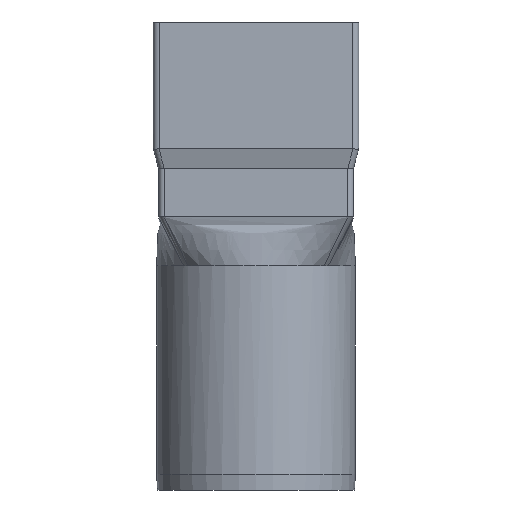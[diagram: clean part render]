
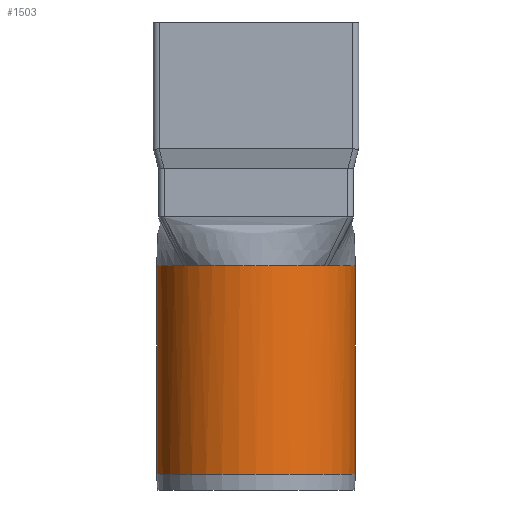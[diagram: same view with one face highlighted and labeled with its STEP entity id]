
A CAD part, front view. The second image highlights one B-rep face of the part: STEP entity #1503.
In plain terms, the highlighted cylindrical face has radius 510 mm (diameter 1020 mm), a full revolution.
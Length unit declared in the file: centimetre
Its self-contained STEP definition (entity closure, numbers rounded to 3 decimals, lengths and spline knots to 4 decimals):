
#108=CIRCLE('',#1646,51.);
#109=CIRCLE('',#1648,51.);
#110=CIRCLE('',#1649,51.);
#111=CIRCLE('',#1650,51.);
#112=CIRCLE('',#1651,51.);
#113=CIRCLE('',#1652,51.);
#114=CIRCLE('',#1653,51.);
#115=CIRCLE('',#1654,51.);
#116=CIRCLE('',#1655,51.);
#117=CIRCLE('',#1656,51.);
#118=CIRCLE('',#1657,51.);
#119=CIRCLE('',#1658,51.);
#120=CIRCLE('',#1659,51.);
#121=CIRCLE('',#1660,51.);
#122=CIRCLE('',#1661,51.);
#123=CIRCLE('',#1662,51.);
#124=CIRCLE('',#1663,51.);
#125=CIRCLE('',#1664,51.);
#151=CYLINDRICAL_SURFACE('',#1647,51.);
#219=FACE_OUTER_BOUND('',#299,.T.);
#299=EDGE_LOOP('',(#1343,#1344,#1345,#1346,#1347,#1348,#1349,#1350,#1351,
#1352,#1353,#1354,#1355,#1356,#1357,#1358,#1359,#1360,#1361,#1362));
#447=LINE('',#3741,#547);
#547=VECTOR('',#2025,51.);
#696=VERTEX_POINT('',#3736);
#697=VERTEX_POINT('',#3740);
#698=VERTEX_POINT('',#3742);
#699=VERTEX_POINT('',#3744);
#700=VERTEX_POINT('',#3746);
#701=VERTEX_POINT('',#3748);
#702=VERTEX_POINT('',#3750);
#703=VERTEX_POINT('',#3752);
#704=VERTEX_POINT('',#3754);
#705=VERTEX_POINT('',#3756);
#706=VERTEX_POINT('',#3758);
#707=VERTEX_POINT('',#3760);
#708=VERTEX_POINT('',#3762);
#709=VERTEX_POINT('',#3764);
#710=VERTEX_POINT('',#3766);
#711=VERTEX_POINT('',#3768);
#712=VERTEX_POINT('',#3770);
#713=VERTEX_POINT('',#3772);
#917=EDGE_CURVE('',#696,#696,#108,.T.);
#918=EDGE_CURVE('',#696,#697,#447,.T.);
#919=EDGE_CURVE('',#697,#698,#109,.T.);
#920=EDGE_CURVE('',#698,#699,#110,.T.);
#921=EDGE_CURVE('',#699,#700,#111,.T.);
#922=EDGE_CURVE('',#700,#701,#112,.T.);
#923=EDGE_CURVE('',#701,#702,#113,.T.);
#924=EDGE_CURVE('',#702,#703,#114,.T.);
#925=EDGE_CURVE('',#703,#704,#115,.T.);
#926=EDGE_CURVE('',#704,#705,#116,.T.);
#927=EDGE_CURVE('',#705,#706,#117,.T.);
#928=EDGE_CURVE('',#706,#707,#118,.T.);
#929=EDGE_CURVE('',#707,#708,#119,.T.);
#930=EDGE_CURVE('',#708,#709,#120,.T.);
#931=EDGE_CURVE('',#709,#710,#121,.T.);
#932=EDGE_CURVE('',#710,#711,#122,.T.);
#933=EDGE_CURVE('',#711,#712,#123,.T.);
#934=EDGE_CURVE('',#712,#713,#124,.T.);
#935=EDGE_CURVE('',#713,#697,#125,.T.);
#1343=ORIENTED_EDGE('',*,*,#917,.F.);
#1344=ORIENTED_EDGE('',*,*,#918,.T.);
#1345=ORIENTED_EDGE('',*,*,#919,.T.);
#1346=ORIENTED_EDGE('',*,*,#920,.T.);
#1347=ORIENTED_EDGE('',*,*,#921,.T.);
#1348=ORIENTED_EDGE('',*,*,#922,.T.);
#1349=ORIENTED_EDGE('',*,*,#923,.T.);
#1350=ORIENTED_EDGE('',*,*,#924,.T.);
#1351=ORIENTED_EDGE('',*,*,#925,.T.);
#1352=ORIENTED_EDGE('',*,*,#926,.T.);
#1353=ORIENTED_EDGE('',*,*,#927,.T.);
#1354=ORIENTED_EDGE('',*,*,#928,.T.);
#1355=ORIENTED_EDGE('',*,*,#929,.T.);
#1356=ORIENTED_EDGE('',*,*,#930,.T.);
#1357=ORIENTED_EDGE('',*,*,#931,.T.);
#1358=ORIENTED_EDGE('',*,*,#932,.T.);
#1359=ORIENTED_EDGE('',*,*,#933,.T.);
#1360=ORIENTED_EDGE('',*,*,#934,.T.);
#1361=ORIENTED_EDGE('',*,*,#935,.T.);
#1362=ORIENTED_EDGE('',*,*,#918,.F.);
#1503=ADVANCED_FACE('',(#219),#151,.T.);
#1646=AXIS2_PLACEMENT_3D('',#3738,#2021,#2022);
#1647=AXIS2_PLACEMENT_3D('',#3739,#2023,#2024);
#1648=AXIS2_PLACEMENT_3D('',#3743,#2026,#2027);
#1649=AXIS2_PLACEMENT_3D('',#3745,#2028,#2029);
#1650=AXIS2_PLACEMENT_3D('',#3747,#2030,#2031);
#1651=AXIS2_PLACEMENT_3D('',#3749,#2032,#2033);
#1652=AXIS2_PLACEMENT_3D('',#3751,#2034,#2035);
#1653=AXIS2_PLACEMENT_3D('',#3753,#2036,#2037);
#1654=AXIS2_PLACEMENT_3D('',#3755,#2038,#2039);
#1655=AXIS2_PLACEMENT_3D('',#3757,#2040,#2041);
#1656=AXIS2_PLACEMENT_3D('',#3759,#2042,#2043);
#1657=AXIS2_PLACEMENT_3D('',#3761,#2044,#2045);
#1658=AXIS2_PLACEMENT_3D('',#3763,#2046,#2047);
#1659=AXIS2_PLACEMENT_3D('',#3765,#2048,#2049);
#1660=AXIS2_PLACEMENT_3D('',#3767,#2050,#2051);
#1661=AXIS2_PLACEMENT_3D('',#3769,#2052,#2053);
#1662=AXIS2_PLACEMENT_3D('',#3771,#2054,#2055);
#1663=AXIS2_PLACEMENT_3D('',#3773,#2056,#2057);
#1664=AXIS2_PLACEMENT_3D('',#3774,#2058,#2059);
#2021=DIRECTION('center_axis',(0.,0.,-1.));
#2022=DIRECTION('ref_axis',(-1.,0.,0.));
#2023=DIRECTION('center_axis',(0.,0.,-1.));
#2024=DIRECTION('ref_axis',(-1.,0.,0.));
#2025=DIRECTION('',(0.,0.,1.));
#2026=DIRECTION('center_axis',(0.,0.,-1.));
#2027=DIRECTION('ref_axis',(1.,0.,0.));
#2028=DIRECTION('center_axis',(0.,0.,-1.));
#2029=DIRECTION('ref_axis',(1.,0.,0.));
#2030=DIRECTION('center_axis',(0.,0.,-1.));
#2031=DIRECTION('ref_axis',(1.,0.,0.));
#2032=DIRECTION('center_axis',(0.,0.,-1.));
#2033=DIRECTION('ref_axis',(1.,0.,0.));
#2034=DIRECTION('center_axis',(0.,0.,-1.));
#2035=DIRECTION('ref_axis',(1.,0.,0.));
#2036=DIRECTION('center_axis',(0.,0.,-1.));
#2037=DIRECTION('ref_axis',(1.,0.,0.));
#2038=DIRECTION('center_axis',(0.,0.,-1.));
#2039=DIRECTION('ref_axis',(1.,0.,0.));
#2040=DIRECTION('center_axis',(0.,0.,-1.));
#2041=DIRECTION('ref_axis',(1.,0.,0.));
#2042=DIRECTION('center_axis',(0.,0.,-1.));
#2043=DIRECTION('ref_axis',(1.,0.,0.));
#2044=DIRECTION('center_axis',(0.,0.,-1.));
#2045=DIRECTION('ref_axis',(1.,0.,0.));
#2046=DIRECTION('center_axis',(0.,0.,-1.));
#2047=DIRECTION('ref_axis',(1.,0.,0.));
#2048=DIRECTION('center_axis',(0.,0.,-1.));
#2049=DIRECTION('ref_axis',(1.,0.,0.));
#2050=DIRECTION('center_axis',(0.,0.,-1.));
#2051=DIRECTION('ref_axis',(1.,0.,0.));
#2052=DIRECTION('center_axis',(0.,0.,-1.));
#2053=DIRECTION('ref_axis',(1.,0.,0.));
#2054=DIRECTION('center_axis',(0.,0.,-1.));
#2055=DIRECTION('ref_axis',(1.,0.,0.));
#2056=DIRECTION('center_axis',(0.,0.,-1.));
#2057=DIRECTION('ref_axis',(1.,0.,0.));
#2058=DIRECTION('center_axis',(0.,0.,-1.));
#2059=DIRECTION('ref_axis',(1.,0.,0.));
#3736=CARTESIAN_POINT('',(51.,0.,8.));
#3738=CARTESIAN_POINT('Origin',(0.,0.,8.));
#3739=CARTESIAN_POINT('Origin',(0.,0.,115.));
#3740=CARTESIAN_POINT('',(51.,0.,115.));
#3741=CARTESIAN_POINT('',(51.,0.,115.));
#3742=CARTESIAN_POINT('',(50.3101,-8.36,115.));
#3743=CARTESIAN_POINT('Origin',(0.,0.,115.));
#3744=CARTESIAN_POINT('',(37.16,-34.9304,115.));
#3745=CARTESIAN_POINT('Origin',(0.,0.,115.));
#3746=CARTESIAN_POINT('',(34.9304,-37.16,115.));
#3747=CARTESIAN_POINT('Origin',(0.,0.,115.));
#3748=CARTESIAN_POINT('',(8.36,-50.3101,115.));
#3749=CARTESIAN_POINT('Origin',(0.,0.,115.));
#3750=CARTESIAN_POINT('',(-8.36,-50.3101,115.));
#3751=CARTESIAN_POINT('Origin',(0.,0.,115.));
#3752=CARTESIAN_POINT('',(-34.9304,-37.16,115.));
#3753=CARTESIAN_POINT('Origin',(0.,0.,115.));
#3754=CARTESIAN_POINT('',(-37.16,-34.9304,115.));
#3755=CARTESIAN_POINT('Origin',(0.,0.,115.));
#3756=CARTESIAN_POINT('',(-50.3004,-8.4183,115.));
#3757=CARTESIAN_POINT('Origin',(0.,0.,115.));
#3758=CARTESIAN_POINT('',(-50.323,8.282,115.));
#3759=CARTESIAN_POINT('Origin',(0.,0.,115.));
#3760=CARTESIAN_POINT('',(-37.16,34.9304,115.));
#3761=CARTESIAN_POINT('Origin',(0.,0.,115.));
#3762=CARTESIAN_POINT('',(-34.4387,37.6162,115.));
#3763=CARTESIAN_POINT('Origin',(0.,0.,115.));
#3764=CARTESIAN_POINT('',(-7.9506,50.3765,115.));
#3765=CARTESIAN_POINT('Origin',(0.,0.,115.));
#3766=CARTESIAN_POINT('',(8.6402,50.2628,115.));
#3767=CARTESIAN_POINT('Origin',(0.,0.,115.));
#3768=CARTESIAN_POINT('',(34.9304,37.16,115.));
#3769=CARTESIAN_POINT('Origin',(0.,0.,115.));
#3770=CARTESIAN_POINT('',(37.16,34.9304,115.));
#3771=CARTESIAN_POINT('Origin',(0.,0.,115.));
#3772=CARTESIAN_POINT('',(50.3101,8.36,115.));
#3773=CARTESIAN_POINT('Origin',(0.,0.,115.));
#3774=CARTESIAN_POINT('Origin',(0.,0.,115.));
